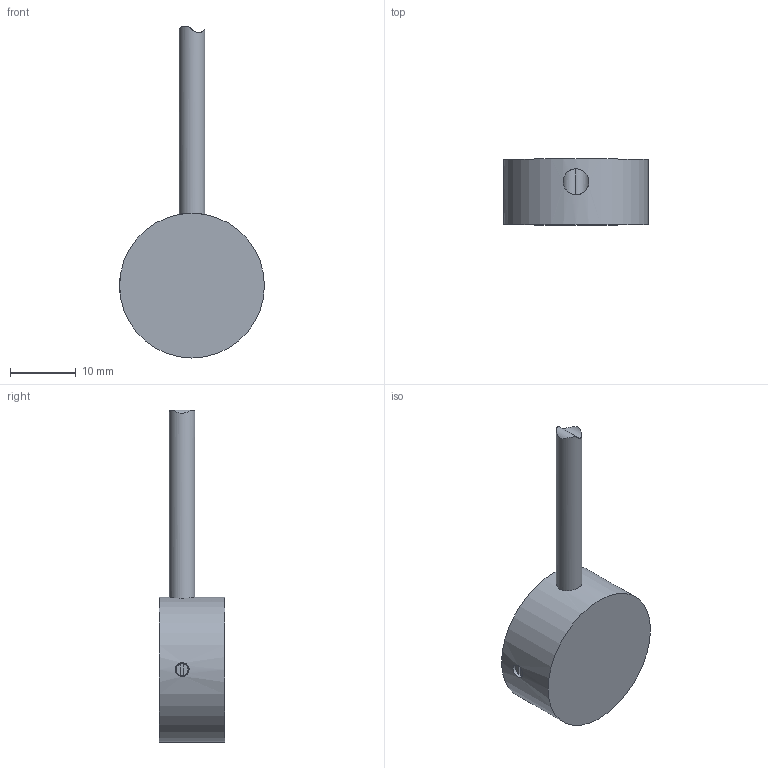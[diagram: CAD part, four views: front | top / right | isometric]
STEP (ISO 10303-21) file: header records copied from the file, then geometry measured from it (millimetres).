
FILE_DESCRIPTION(/* description */ (''),/* implementation_level */ '2;1');
FILE_NAME(/* name */ '406110_Shrinkwrap_1.stp',/* time_stamp */ '2021-07-20T11:34:55+02:00',/* author */ ('Krieger Anja'),/* organization */ (''),/* preprocessor_version */ 'ST-DEVELOPER v18.1',/* originating_system */ 'Autodesk Inventor 2021',/* authorisation */ '');
FILE_SCHEMA (('AUTOMOTIVE_DESIGN { 1 0 10303 214 3 1 1 }'));
Length unit declared in the file: millimetre
Products named in the file (1): 406110_Shrinkwrap_1
Bounding box: 22 x 10 x 50.46 mm (x, y, z)
Volume: 1872.1 mm3; surface area: 3053.2 mm2
Topology: 1 solids, 1 shells, 24 faces, 57 edges, 39 vertices
Faces by surface type: plane 16, cylinder 8
Full cylindrical faces by diameter (mm): 1.8 x1, 2.1 x1, 3.9 x2, 19.5 x1, 22 x1
Entity records: 969 total; most frequent: CARTESIAN_POINT 319, ORIENTED_EDGE 114, DIRECTION 106, EDGE_CURVE 57, VERTEX_POINT 39, AXIS2_PLACEMENT_3D 38, LINE 30, VECTOR 30
